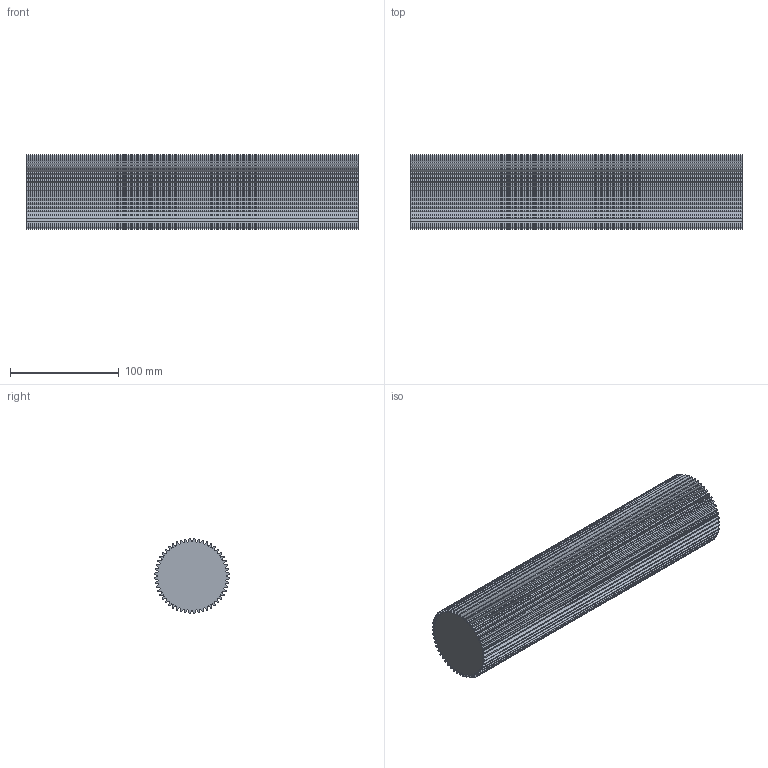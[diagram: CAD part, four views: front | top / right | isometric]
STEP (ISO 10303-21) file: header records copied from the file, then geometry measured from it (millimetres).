
FILE_DESCRIPTION (( 'STEP AP203' ), '1' );
FILE_NAME ('gs-14_5-20-52-4140.STEP', '2021-08-11T20:50:19', ( '' ), ( '' ), 'SwSTEP 2.0', 'SolidWorks 2021', '' );
FILE_SCHEMA (( 'CONFIG_CONTROL_DESIGN' ));
Length unit declared in the file: inch
Products named in the file (1): gs-14_5-20-52-4140
Bounding box: 304.8 x 68.51 x 68.51 mm (x, y, z)
Volume: 1029719.1 mm3; surface area: 138127.7 mm2
Topology: 1 solids, 1 shells, 215 faces, 639 edges, 426 vertices
Faces by surface type: cylinder 213, plane 2
Entity records: 7558 total; most frequent: DIRECTION 1497, CARTESIAN_POINT 1281, ORIENTED_EDGE 1278, AXIS2_PLACEMENT_3D 642, EDGE_CURVE 639, CIRCLE 426, VERTEX_POINT 426, ADVANCED_FACE 215
